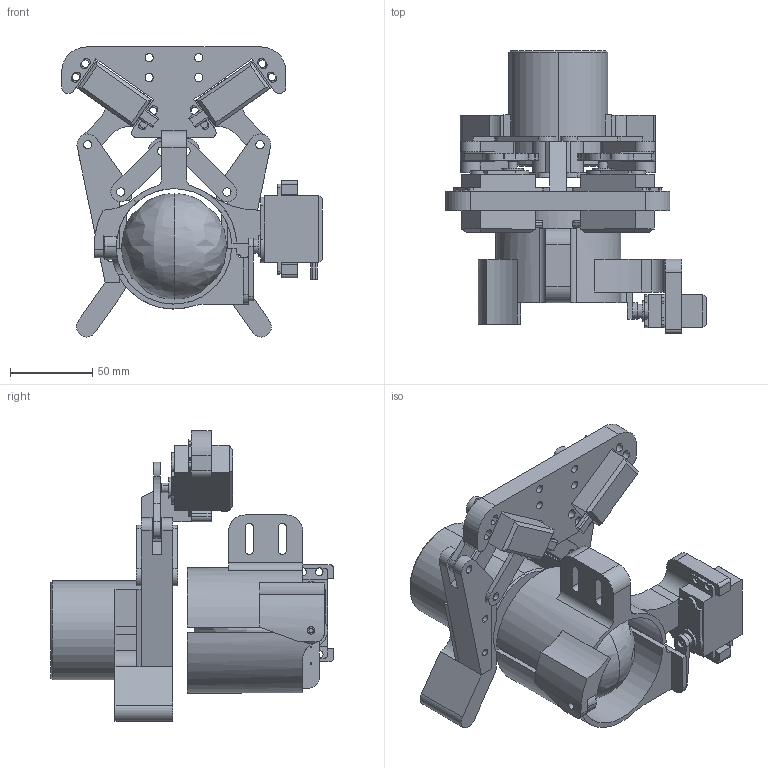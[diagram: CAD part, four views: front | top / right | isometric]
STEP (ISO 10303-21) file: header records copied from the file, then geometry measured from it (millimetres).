
FILE_DESCRIPTION (( 'STEP AP214' ), '1' );
FILE_NAME ('ASM_systeme_de_prehension_plots_V3.STEP', '2015-05-07T10:08:23', ( '' ), ( '' ), 'SwSTEP 2.0', 'SolidWorks 2015', '' );
FILE_SCHEMA (( 'AUTOMOTIVE_DESIGN' ));
Length unit declared in the file: millimetre
Products named in the file (12): palonnier_systeme_balle; Light bulb; bras de pince; dem_cylindre_mobile; biellette_servomoteur; servomoteur_towerpro_mg995; bielette de pince; mors; corps de pince_V1; Feet; ASM_systeme_de_prehension_plots_V3; demi_cylindre_fixe_V2
Assembly tree (18 placements, depth 2):
  ASM_systeme_de_prehension_plots_V3
    bras de pince  x2
    bielette de pince  x4
    biellette_servomoteur  x2
    mors
    corps de pince_V1
    Feet
    Light bulb
    servomoteur_towerpro_mg995  x3
    demi_cylindre_fixe_V2
    dem_cylindre_mobile
    palonnier_systeme_balle
Bounding box: 158 x 171.4 x 175.95 mm (x, y, z)
Volume: 705587.7 mm3; surface area: 173942.1 mm2
Topology: 19 solids, 19 shells, 619 faces, 1669 edges, 1097 vertices
Faces by surface type: plane 319, cylinder 289, cone 8, bspline 3
Entity records: 14803 total; most frequent: CARTESIAN_POINT 2600, DIRECTION 2294, ORIENTED_EDGE 2170, EDGE_CURVE 1085, AXIS2_PLACEMENT_3D 809, VERTEX_POINT 717, LINE 676, VECTOR 676
